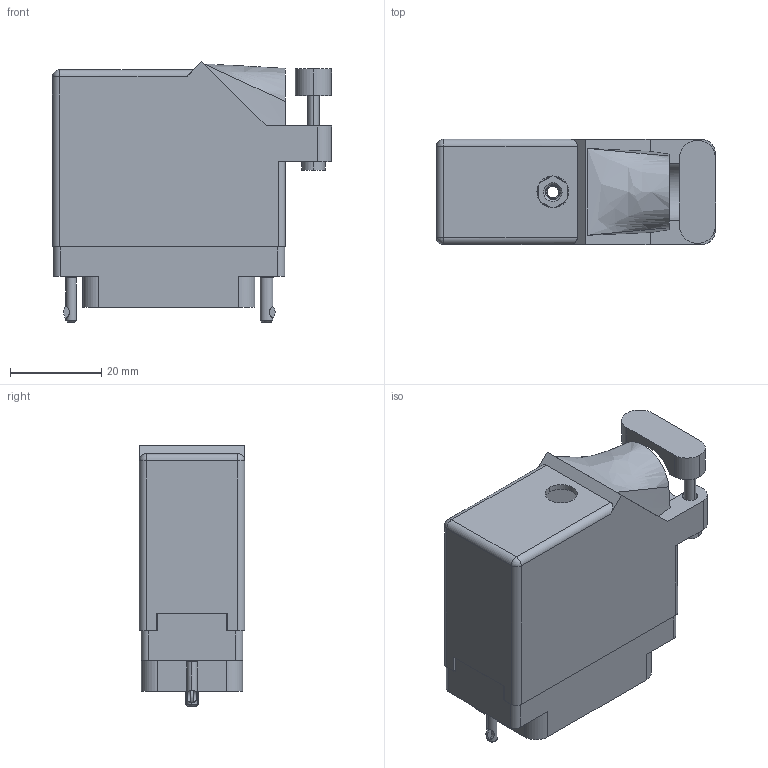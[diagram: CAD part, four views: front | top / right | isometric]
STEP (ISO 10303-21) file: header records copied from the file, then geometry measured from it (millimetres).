
FILE_DESCRIPTION (( 'STEP AP203' ), '1' );
FILE_NAME ('516-038-540-522.STEP', '2020-03-09T23:49:50', ( '' ), ( '' ), 'SwSTEP 2.0', 'SolidWorks 2016', '' );
FILE_SCHEMA (( 'CONFIG_CONTROL_DESIGN' ));
Length unit declared in the file: inch
Products named in the file (8): 516-252-021-102_038; 516 Plug Insulator_038; 516-038-540-522; 516-230-001_Plastic - 038 Side Entry; 516-292-001_540 Contact; 516-252-035-100_516-252-035-100; 516-222-038-102_038; 516-222-038-102_039
Assembly tree (45 placements, depth 2):
  516-038-540-522
    516 Plug Insulator_038
    516-292-001_540 Contact  x38
    516-230-001_Plastic - 038 Side Entry
    516-252-021-102_038  x2
    516-222-038-102_038
    516-252-035-100_516-252-035-100
    516-222-038-102_039
Bounding box: 61.21 x 23.11 x 57.24 mm (x, y, z)
Volume: 21505.8 mm3; surface area: 34476.6 mm2
Topology: 45 solids, 45 shells, 3930 faces, 11296 edges, 7482 vertices
Faces by surface type: plane 2329, cylinder 1276, bspline 273, cone 46, torus 4, sphere 2
Entity records: 49165 total; most frequent: CARTESIAN_POINT 14732, ORIENTED_EDGE 7016, DIRECTION 6609, EDGE_CURVE 3508, VECTOR 2363, LINE 2363, VERTEX_POINT 2316, AXIS2_PLACEMENT_3D 2123
